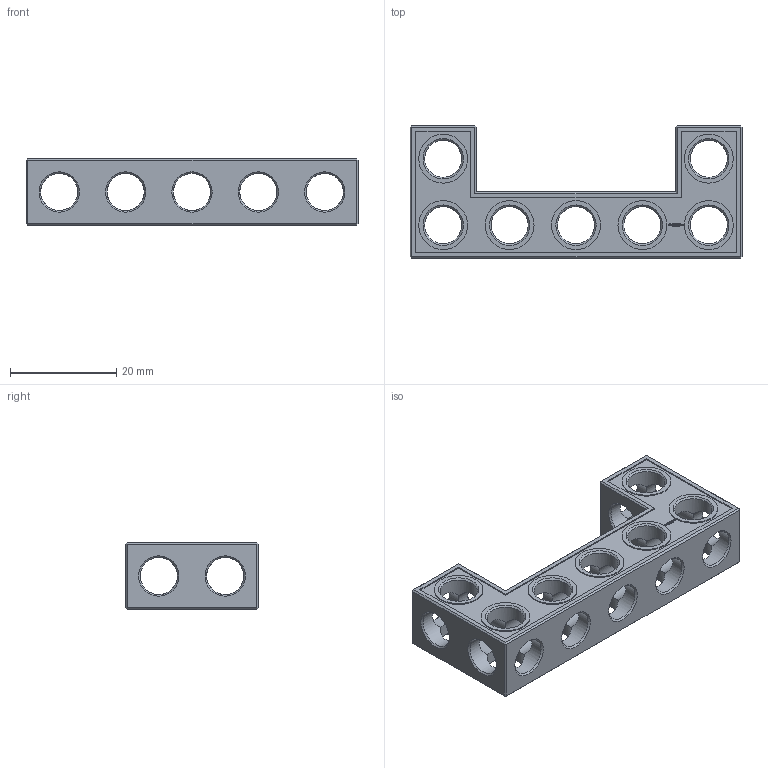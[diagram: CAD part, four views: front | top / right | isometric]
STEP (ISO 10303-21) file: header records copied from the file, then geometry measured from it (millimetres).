
FILE_DESCRIPTION(('FreeCAD Model'),'2;1');
FILE_NAME('Open CASCADE Shape Model','2022-02-23T16:16:35',( 'Paulo Kiefe'),('STEMFIE.org'),'Open CASCADE STEP processor 7.4', 'FreeCAD','Unknown');
FILE_SCHEMA(('AUTOMOTIVE_DESIGN { 1 0 10303 214 1 1 1 1 }'));
Products named in the file (1): Beam_AGD_ESS_USH_SYM_BU05x02x01_-_SPN-BEM-0339_(stemfie.org)
Bounding box: 62.5 x 25 x 12.5 mm (x, y, z)
Volume: 6836.3 mm3; surface area: 6279.7 mm2
Topology: 1 solids, 1 shells, 660 faces, 1872 edges, 1226 vertices
Faces by surface type: plane 381, extrusion 206, cylinder 43, cone 30
Full cylindrical faces by diameter (mm): 6.98 x6, 7 x30, 9.2 x7
Entity records: 56893 total; most frequent: CARTESIAN_POINT 21584, DIRECTION 5556, VECTOR 4289, LINE 4083, ORIENTED_EDGE 3744, PCURVE 3744, DEFINITIONAL_REPRESENTATION 3744, EDGE_CURVE 1872
